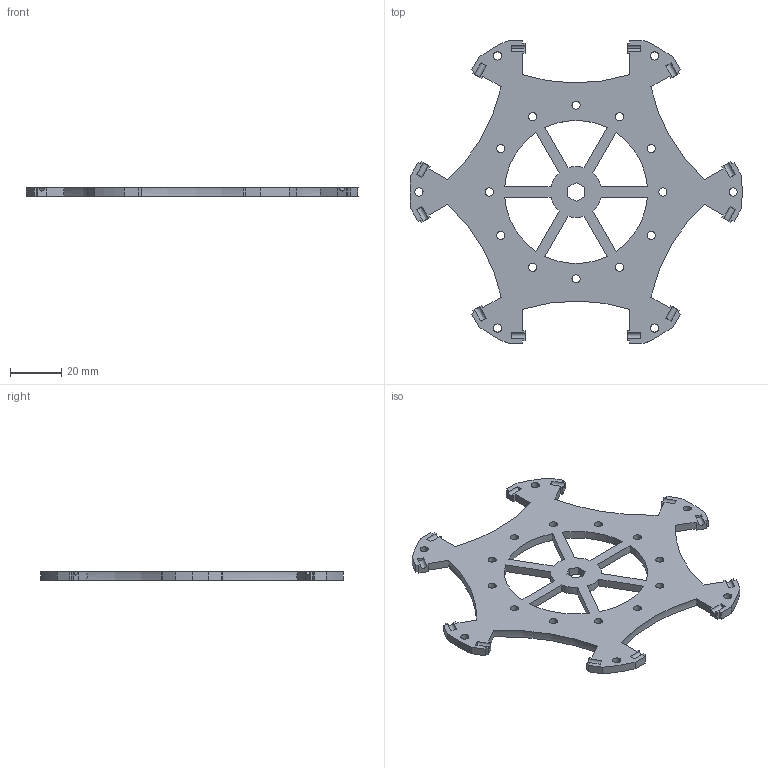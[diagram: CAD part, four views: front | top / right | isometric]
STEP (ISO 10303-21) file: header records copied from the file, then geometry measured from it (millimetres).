
FILE_DESCRIPTION (( 'STEP AP214' ), '1' );
FILE_NAME ('Disc mating hex no hub.STEP', '2023-09-14T08:56:43', ( '' ), ( '' ), 'SwSTEP 2.0', 'SolidWorks 2020', '' );
FILE_SCHEMA (( 'AUTOMOTIVE_DESIGN' ));
Length unit declared in the file: millimetre
Products named in the file (1): Disc mating hex no hub
Bounding box: 129.96 x 118.6 x 3.17 mm (x, y, z)
Volume: 19776.3 mm3; surface area: 16476 mm2
Topology: 1 solids, 1 shells, 179 faces, 531 edges, 354 vertices
Faces by surface type: plane 104, cylinder 69, torus 6
Entity records: 6309 total; most frequent: CARTESIAN_POINT 1249, ORIENTED_EDGE 1062, DIRECTION 1029, EDGE_CURVE 531, VECTOR 369, LINE 369, VERTEX_POINT 354, AXIS2_PLACEMENT_3D 330
